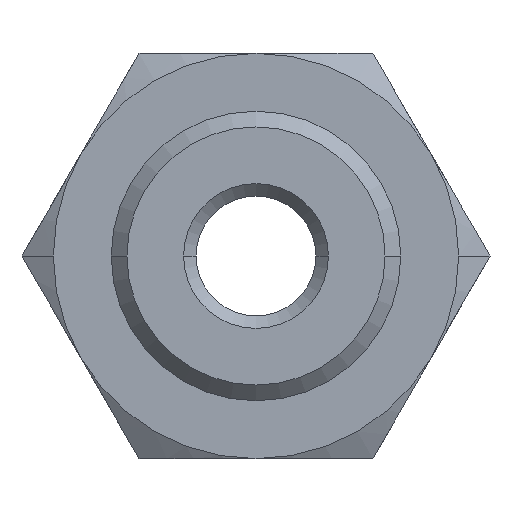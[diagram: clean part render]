
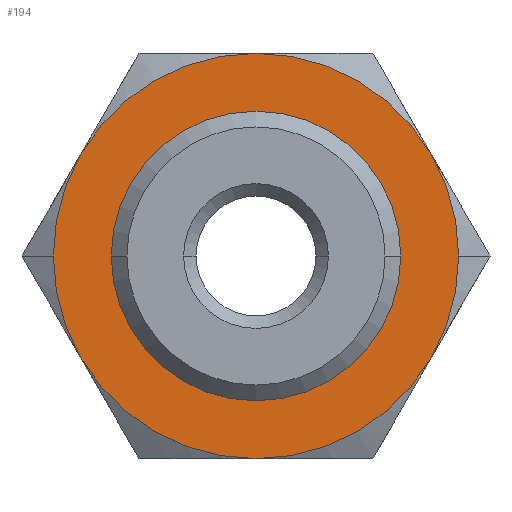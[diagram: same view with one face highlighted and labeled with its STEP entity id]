
A CAD part, left-side view. The second image highlights one B-rep face of the part: STEP entity #194.
In plain terms, the highlighted planar face has unit normal (-1, 0, 0).
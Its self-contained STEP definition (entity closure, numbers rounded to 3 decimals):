
#194=ADVANCED_FACE('',(#397,#398),#399,.T.);
#397=FACE_BOUND('',#610,.T.);
#398=FACE_OUTER_BOUND('',#611,.T.);
#399=PLANE('',#612);
#610=EDGE_LOOP('',(#1056,#1057));
#611=EDGE_LOOP('',(#1058,#1059,#1060,#1061,#1062,#1063,#1064,#1065));
#612=AXIS2_PLACEMENT_3D('',#1066,#1067,#1068);
#1056=ORIENTED_EDGE('',*,*,#1373,.T.);
#1057=ORIENTED_EDGE('',*,*,#1374,.T.);
#1058=ORIENTED_EDGE('',*,*,#1375,.F.);
#1059=ORIENTED_EDGE('',*,*,#1349,.F.);
#1060=ORIENTED_EDGE('',*,*,#1358,.F.);
#1061=ORIENTED_EDGE('',*,*,#1255,.F.);
#1062=ORIENTED_EDGE('',*,*,#1363,.F.);
#1063=ORIENTED_EDGE('',*,*,#1376,.F.);
#1064=ORIENTED_EDGE('',*,*,#1361,.F.);
#1065=ORIENTED_EDGE('',*,*,#1259,.F.);
#1066=CARTESIAN_POINT('',(-12.2,-3.5,0.0));
#1067=DIRECTION('',(-1.0,0.,-0.0));
#1068=DIRECTION('',(0.,1.0,0.0));
#1255=EDGE_CURVE('',#1496,#1498,#1499,.T.);
#1259=EDGE_CURVE('',#1502,#1505,#1506,.T.);
#1349=EDGE_CURVE('',#1623,#1625,#1626,.T.);
#1358=EDGE_CURVE('',#1498,#1623,#1635,.T.);
#1361=EDGE_CURVE('',#1505,#1575,#1638,.T.);
#1363=EDGE_CURVE('',#1424,#1496,#1640,.T.);
#1373=EDGE_CURVE('',#1652,#1653,#1654,.T.);
#1374=EDGE_CURVE('',#1653,#1652,#1655,.T.);
#1375=EDGE_CURVE('',#1625,#1502,#1656,.T.);
#1376=EDGE_CURVE('',#1575,#1424,#1657,.T.);
#1424=VERTEX_POINT('',#1761);
#1496=VERTEX_POINT('',#2053);
#1498=VERTEX_POINT('',#2056);
#1499=CIRCLE('',#2057,7.0);
#1502=VERTEX_POINT('',#2071);
#1505=VERTEX_POINT('',#2075);
#1506=CIRCLE('',#2076,7.0);
#1575=VERTEX_POINT('',#2239);
#1623=VERTEX_POINT('',#2383);
#1625=VERTEX_POINT('',#2396);
#1626=CIRCLE('',#2397,7.0);
#1635=CIRCLE('',#2429,7.0);
#1638=CIRCLE('',#2443,7.0);
#1640=CIRCLE('',#2445,7.0);
#1652=VERTEX_POINT('',#2460);
#1653=VERTEX_POINT('',#2461);
#1654=CIRCLE('',#2462,5.0);
#1655=CIRCLE('',#2463,5.0);
#1656=CIRCLE('',#2464,7.0);
#1657=CIRCLE('',#2465,7.0);
#1761=CARTESIAN_POINT('',(-12.2,6.062,-3.5));
#2053=CARTESIAN_POINT('',(-12.2,7.0,0.));
#2056=CARTESIAN_POINT('',(-12.2,6.062,3.5));
#2057=AXIS2_PLACEMENT_3D('',#2564,#2565,#2566);
#2071=CARTESIAN_POINT('',(-12.2,-7.0,0.));
#2075=CARTESIAN_POINT('',(-12.2,-6.062,-3.5));
#2076=AXIS2_PLACEMENT_3D('',#2568,#2569,#2570);
#2239=CARTESIAN_POINT('',(-12.2,0.0,-7.0));
#2383=CARTESIAN_POINT('',(-12.2,0.,7.0));
#2396=CARTESIAN_POINT('',(-12.2,-6.062,3.5));
#2397=AXIS2_PLACEMENT_3D('',#2681,#2682,#2683);
#2429=AXIS2_PLACEMENT_3D('',#2688,#2689,#2690);
#2443=AXIS2_PLACEMENT_3D('',#2691,#2692,#2693);
#2445=AXIS2_PLACEMENT_3D('',#2694,#2695,#2696);
#2460=CARTESIAN_POINT('',(-12.2,5.0,0.0));
#2461=CARTESIAN_POINT('',(-12.2,-5.0,0.));
#2462=AXIS2_PLACEMENT_3D('',#2706,#2707,#2708);
#2463=AXIS2_PLACEMENT_3D('',#2709,#2710,#2711);
#2464=AXIS2_PLACEMENT_3D('',#2712,#2713,#2714);
#2465=AXIS2_PLACEMENT_3D('',#2715,#2716,#2717);
#2564=CARTESIAN_POINT('',(-12.2,0.0,0.0));
#2565=DIRECTION('',(1.0,0.,0.0));
#2566=DIRECTION('',(0.,-1.0,0.0));
#2568=CARTESIAN_POINT('',(-12.2,0.0,0.0));
#2569=DIRECTION('',(1.0,0.,0.0));
#2570=DIRECTION('',(0.,-1.0,0.0));
#2681=CARTESIAN_POINT('',(-12.2,0.0,0.0));
#2682=DIRECTION('',(1.0,0.,0.0));
#2683=DIRECTION('',(0.,-1.0,0.0));
#2688=CARTESIAN_POINT('',(-12.2,0.0,0.0));
#2689=DIRECTION('',(1.0,0.,0.0));
#2690=DIRECTION('',(0.,-1.0,0.0));
#2691=CARTESIAN_POINT('',(-12.2,0.0,0.0));
#2692=DIRECTION('',(1.0,0.,0.0));
#2693=DIRECTION('',(0.,-1.0,0.0));
#2694=CARTESIAN_POINT('',(-12.2,0.0,0.0));
#2695=DIRECTION('',(1.0,0.,0.0));
#2696=DIRECTION('',(0.,-1.0,0.0));
#2706=CARTESIAN_POINT('',(-12.2,0.0,0.0));
#2707=DIRECTION('',(1.0,0.,0.0));
#2708=DIRECTION('',(0.,1.0,0.0));
#2709=CARTESIAN_POINT('',(-12.2,0.0,0.0));
#2710=DIRECTION('',(1.0,0.,0.0));
#2711=DIRECTION('',(0.,1.0,0.0));
#2712=CARTESIAN_POINT('',(-12.2,0.0,0.0));
#2713=DIRECTION('',(1.0,0.,0.0));
#2714=DIRECTION('',(0.,-1.0,0.0));
#2715=CARTESIAN_POINT('',(-12.2,0.0,0.0));
#2716=DIRECTION('',(1.0,0.,0.0));
#2717=DIRECTION('',(0.,-1.0,0.0));
